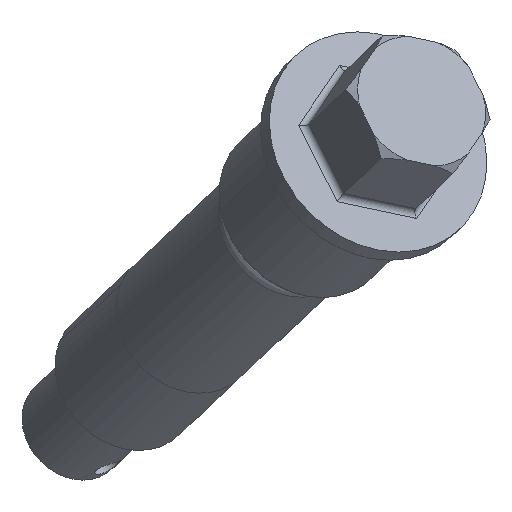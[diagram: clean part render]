
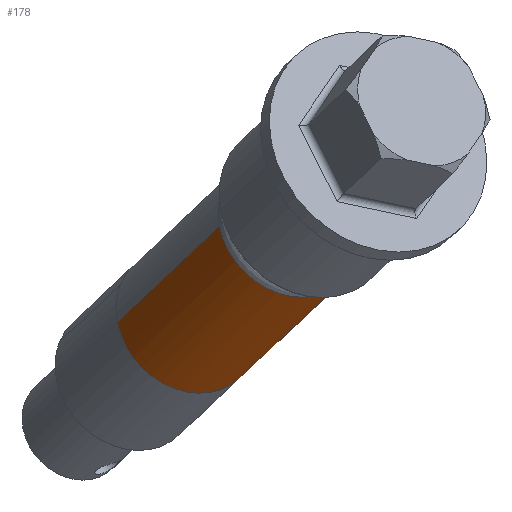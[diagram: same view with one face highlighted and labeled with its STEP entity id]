
A CAD part, front view. The second image highlights one B-rep face of the part: STEP entity #178.
In plain terms, the highlighted cylindrical face has radius 11 mm (diameter 22 mm), a partial arc.
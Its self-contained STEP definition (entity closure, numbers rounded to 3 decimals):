
#39 = DIRECTION ( 'NONE',  ( 0.413, -0.824, 0.388 ) ) ;
#102 = DIRECTION ( 'NONE',  ( -0.413, 0.824, -0.388 ) ) ;
#145 = CARTESIAN_POINT ( 'NONE',  ( -673.959, 141.061, -1175.317 ) ) ;
#178 = ADVANCED_FACE ( 'NONE', ( #955 ), #1028, .T. ) ;
#179 = CARTESIAN_POINT ( 'NONE',  ( -690.484, 174.016, -1190.838 ) ) ;
#253 = EDGE_LOOP ( 'NONE', ( #914, #1119, #1181, #1435, #747 ) ) ;
#274 = DIRECTION ( 'NONE',  ( -0.894, -0.448, 0. ) ) ;
#288 = CARTESIAN_POINT ( 'NONE',  ( -673.959, 141.061, -1175.317 ) ) ;
#338 = VERTEX_POINT ( 'NONE', #757 ) ;
#426 = EDGE_CURVE ( 'NONE', #1115, #493, #1444, .T. ) ;
#493 = VERTEX_POINT ( 'NONE', #549 ) ;
#549 = CARTESIAN_POINT ( 'NONE',  ( -664.604, 143.224, -1180.685 ) ) ;
#585 = CIRCLE ( 'NONE', #607, 11. ) ;
#607 = AXIS2_PLACEMENT_3D ( 'NONE', #288, #39, #783 ) ;
#634 = DIRECTION ( 'NONE',  ( -0.413, 0.824, -0.388 ) ) ;
#747 = ORIENTED_EDGE ( 'NONE', *, *, #1266, .T. ) ;
#754 = EDGE_CURVE ( 'NONE', #1044, #1115, #1177, .T. ) ;
#757 = CARTESIAN_POINT ( 'NONE',  ( -664.126, 145.991, -1175.317 ) ) ;
#783 = DIRECTION ( 'NONE',  ( -0.894, -0.448, 0. ) ) ;
#817 = AXIS2_PLACEMENT_3D ( 'NONE', #179, #102, #1361 ) ;
#829 = AXIS2_PLACEMENT_3D ( 'NONE', #1464, #1310, #946 ) ;
#846 = VECTOR ( 'NONE', #634, 1000. ) ;
#911 = VERTEX_POINT ( 'NONE', #1047 ) ;
#914 = ORIENTED_EDGE ( 'NONE', *, *, #978, .F. ) ;
#930 = VECTOR ( 'NONE', #1402, 1000. ) ;
#946 = DIRECTION ( 'NONE',  ( -0.894, -0.448, 0. ) ) ;
#955 = FACE_OUTER_BOUND ( 'NONE', #253, .T. ) ;
#978 = EDGE_CURVE ( 'NONE', #911, #338, #1056, .T. ) ;
#1028 = CYLINDRICAL_SURFACE ( 'NONE', #817, 11. ) ;
#1044 = VERTEX_POINT ( 'NONE', #1337 ) ;
#1047 = CARTESIAN_POINT ( 'NONE',  ( -649.59, 117.002, -1161.664 ) ) ;
#1056 = LINE ( 'NONE', #1416, #930 ) ;
#1093 = CARTESIAN_POINT ( 'NONE',  ( -700.317, 169.085, -1190.838 ) ) ;
#1111 = CIRCLE ( 'NONE', #829, 11. ) ;
#1115 = VERTEX_POINT ( 'NONE', #1490 ) ;
#1119 = ORIENTED_EDGE ( 'NONE', *, *, #1433, .T. ) ;
#1177 = LINE ( 'NONE', #1093, #846 ) ;
#1181 = ORIENTED_EDGE ( 'NONE', *, *, #754, .T. ) ;
#1266 = EDGE_CURVE ( 'NONE', #493, #338, #585, .T. ) ;
#1288 = DIRECTION ( 'NONE',  ( 0.413, -0.824, 0.388 ) ) ;
#1292 = AXIS2_PLACEMENT_3D ( 'NONE', #145, #1288, #274 ) ;
#1310 = DIRECTION ( 'NONE',  ( -0.413, 0.824, -0.388 ) ) ;
#1337 = CARTESIAN_POINT ( 'NONE',  ( -669.256, 107.141, -1161.664 ) ) ;
#1361 = DIRECTION ( 'NONE',  ( -0.894, -0.448, 0. ) ) ;
#1402 = DIRECTION ( 'NONE',  ( -0.413, 0.824, -0.388 ) ) ;
#1416 = CARTESIAN_POINT ( 'NONE',  ( -680.651, 178.946, -1190.838 ) ) ;
#1433 = EDGE_CURVE ( 'NONE', #911, #1044, #1111, .T. ) ;
#1435 = ORIENTED_EDGE ( 'NONE', *, *, #426, .T. ) ;
#1444 = CIRCLE ( 'NONE', #1292, 11. ) ;
#1464 = CARTESIAN_POINT ( 'NONE',  ( -659.423, 112.071, -1161.664 ) ) ;
#1490 = CARTESIAN_POINT ( 'NONE',  ( -683.792, 136.13, -1175.317 ) ) ;
